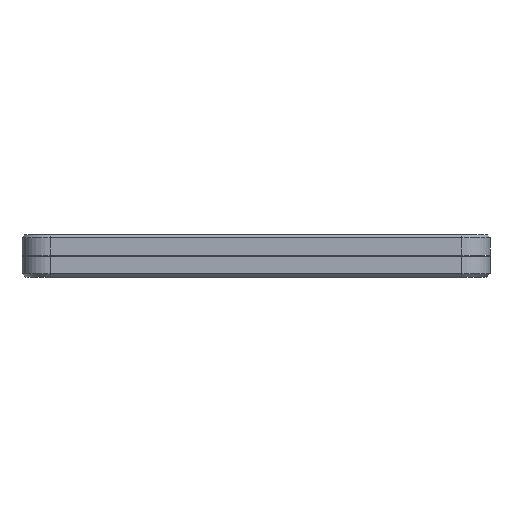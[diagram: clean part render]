
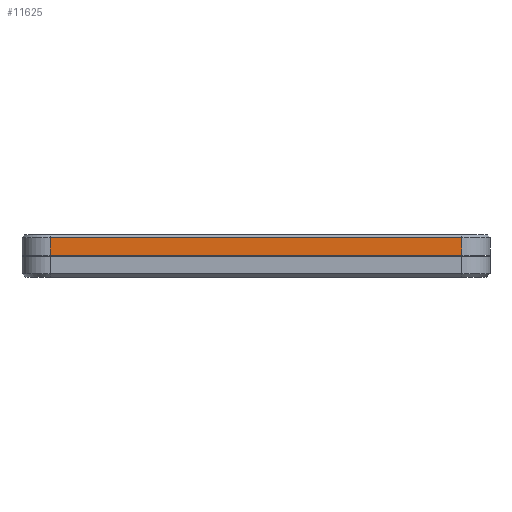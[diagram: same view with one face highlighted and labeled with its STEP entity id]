
A CAD part, left-side view. The second image highlights one B-rep face of the part: STEP entity #11625.
In plain terms, the highlighted planar face has unit normal (-1, 0, 0).
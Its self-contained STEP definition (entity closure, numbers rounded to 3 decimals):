
#1065=FACE_OUTER_BOUND('',#1740,.T.);
#1740=EDGE_LOOP('',(#8927,#8928,#8929,#8930));
#2558=LINE('',#17499,#3796);
#2563=LINE('',#17515,#3801);
#2851=LINE('',#18276,#4089);
#2852=LINE('',#18278,#4090);
#3796=VECTOR('',#13917,10.);
#3801=VECTOR('',#13936,10.);
#4089=VECTOR('',#14644,10.);
#4090=VECTOR('',#14647,10.);
#4938=VERTEX_POINT('',#17493);
#4939=VERTEX_POINT('',#17497);
#4943=VERTEX_POINT('',#17513);
#5206=VERTEX_POINT('',#18274);
#6193=EDGE_CURVE('',#4938,#4939,#2558,.T.);
#6201=EDGE_CURVE('',#4943,#4938,#2563,.T.);
#6580=EDGE_CURVE('',#4943,#5206,#2851,.T.);
#6581=EDGE_CURVE('',#4939,#5206,#2852,.T.);
#8927=ORIENTED_EDGE('',*,*,#6193,.F.);
#8928=ORIENTED_EDGE('',*,*,#6201,.F.);
#8929=ORIENTED_EDGE('',*,*,#6580,.T.);
#8930=ORIENTED_EDGE('',*,*,#6581,.F.);
#11132=PLANE('',#12433);
#11625=ADVANCED_FACE('',(#1065),#11132,.T.);
#12433=AXIS2_PLACEMENT_3D('',#18277,#14645,#14646);
#13917=DIRECTION('',(0.,-1.,0.));
#13936=DIRECTION('',(0.,0.,1.));
#14644=DIRECTION('',(0.,-1.,0.));
#14645=DIRECTION('center_axis',(-1.,0.,0.));
#14646=DIRECTION('ref_axis',(0.,-1.,0.));
#14647=DIRECTION('',(0.,0.,-1.));
#17493=CARTESIAN_POINT('',(36.,-34.,6.2));
#17497=CARTESIAN_POINT('',(36.,-150.002,6.2));
#17499=CARTESIAN_POINT('',(36.,-59.001,6.2));
#17513=CARTESIAN_POINT('',(36.,-34.,1.2));
#17515=CARTESIAN_POINT('',(36.,-34.,0.));
#18274=CARTESIAN_POINT('',(36.,-150.002,1.2));
#18276=CARTESIAN_POINT('',(36.,-59.001,1.2));
#18277=CARTESIAN_POINT('Origin',(36.,-26.,0.));
#18278=CARTESIAN_POINT('',(36.,-150.002,0.));
